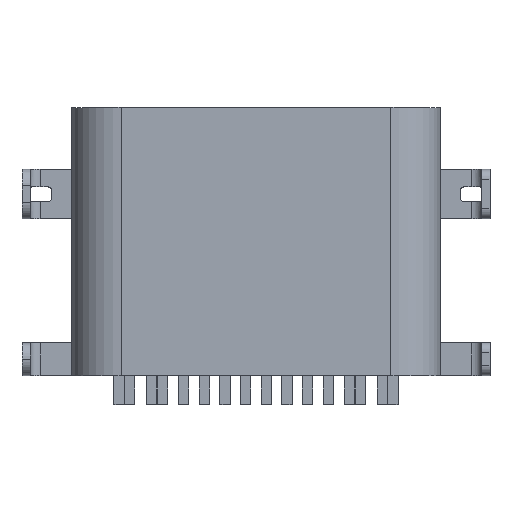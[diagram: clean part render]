
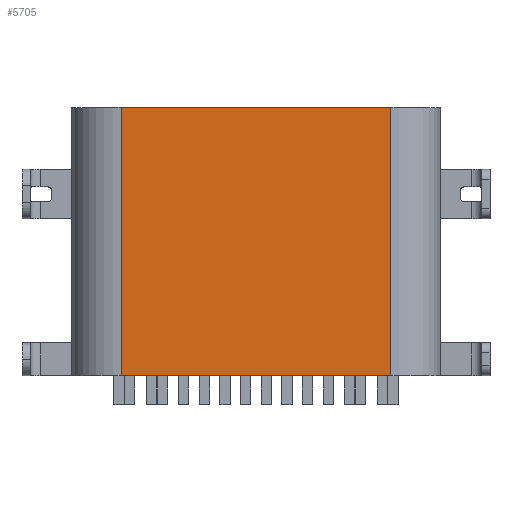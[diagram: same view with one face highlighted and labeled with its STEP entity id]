
A CAD part, top view. The second image highlights one B-rep face of the part: STEP entity #5705.
In plain terms, the highlighted face is planar.
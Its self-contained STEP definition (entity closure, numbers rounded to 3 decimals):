
#351 = CARTESIAN_POINT ( 'NONE',  ( 3.27, -0.35, -1.6 ) ) ;
#559 = LINE ( 'NONE', #2629, #749 ) ;
#689 = VECTOR ( 'NONE', #1371, 1000. ) ;
#749 = VECTOR ( 'NONE', #4726, 1000. ) ;
#1109 = EDGE_CURVE ( 'NONE', #5749, #4028, #1756, .T. ) ;
#1371 = DIRECTION ( 'NONE',  ( 0., -1., 0. ) ) ;
#1489 = DIRECTION ( 'NONE',  ( -1., 0., 0. ) ) ;
#1705 = CARTESIAN_POINT ( 'NONE',  ( -4.47, -0.35, -1.6 ) ) ;
#1756 = LINE ( 'NONE', #3849, #5574 ) ;
#1890 = EDGE_LOOP ( 'NONE', ( #4839, #3373, #4919, #2317 ) ) ;
#1997 = PLANE ( 'NONE',  #5553 ) ;
#2088 = CARTESIAN_POINT ( 'NONE',  ( 3.27, -6.85, -1.6 ) ) ;
#2317 = ORIENTED_EDGE ( 'NONE', *, *, #1109, .T. ) ;
#2629 = CARTESIAN_POINT ( 'NONE',  ( -4.47, -6.85, -1.6 ) ) ;
#3373 = ORIENTED_EDGE ( 'NONE', *, *, #4194, .T. ) ;
#3796 = DIRECTION ( 'NONE',  ( 1., 0., 0. ) ) ;
#3849 = CARTESIAN_POINT ( 'NONE',  ( -3.27, -6.85, -1.6 ) ) ;
#3867 = VERTEX_POINT ( 'NONE', #351 ) ;
#3954 = LINE ( 'NONE', #6078, #689 ) ;
#4028 = VERTEX_POINT ( 'NONE', #4340 ) ;
#4085 = CARTESIAN_POINT ( 'NONE',  ( -4.47, -6.85, -1.6 ) ) ;
#4194 = EDGE_CURVE ( 'NONE', #3867, #4625, #3954, .T. ) ;
#4340 = CARTESIAN_POINT ( 'NONE',  ( -3.27, -0.35, -1.6 ) ) ;
#4625 = VERTEX_POINT ( 'NONE', #2088 ) ;
#4681 = VECTOR ( 'NONE', #3796, 1000. ) ;
#4726 = DIRECTION ( 'NONE',  ( 1., 0., 0. ) ) ;
#4839 = ORIENTED_EDGE ( 'NONE', *, *, #5102, .T. ) ;
#4919 = ORIENTED_EDGE ( 'NONE', *, *, #6061, .F. ) ;
#5102 = EDGE_CURVE ( 'NONE', #4028, #3867, #6436, .T. ) ;
#5197 = CARTESIAN_POINT ( 'NONE',  ( -3.27, -6.85, -1.6 ) ) ;
#5553 = AXIS2_PLACEMENT_3D ( 'NONE', #4085, #6211, #1489 ) ;
#5574 = VECTOR ( 'NONE', #5964, 1000. ) ;
#5705 = ADVANCED_FACE ( 'NONE', ( #6733 ), #1997, .F. ) ;
#5749 = VERTEX_POINT ( 'NONE', #5197 ) ;
#5964 = DIRECTION ( 'NONE',  ( 0., 1., 0. ) ) ;
#6061 = EDGE_CURVE ( 'NONE', #5749, #4625, #559, .T. ) ;
#6078 = CARTESIAN_POINT ( 'NONE',  ( 3.27, -6.85, -1.6 ) ) ;
#6211 = DIRECTION ( 'NONE',  ( 0., 0., 1. ) ) ;
#6436 = LINE ( 'NONE', #1705, #4681 ) ;
#6733 = FACE_OUTER_BOUND ( 'NONE', #1890, .T. ) ;
